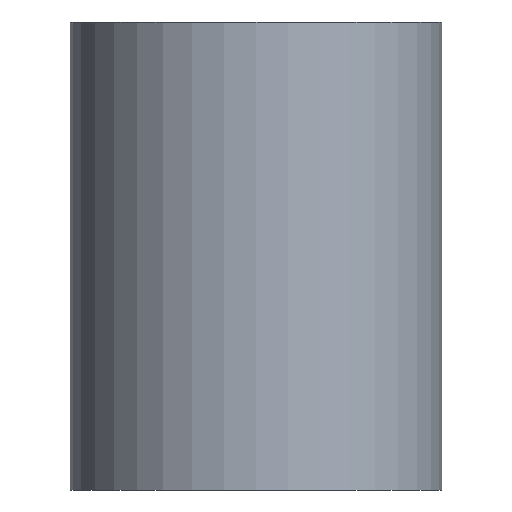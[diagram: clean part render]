
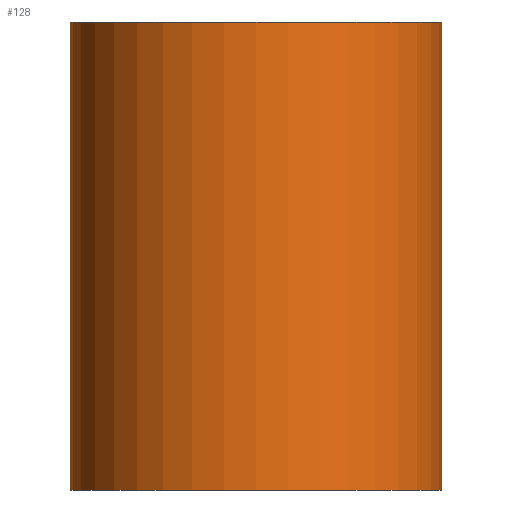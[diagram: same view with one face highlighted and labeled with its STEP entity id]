
A CAD part, front view. The second image highlights one B-rep face of the part: STEP entity #128.
In plain terms, the highlighted cylindrical face has radius 25 mm (diameter 50 mm), a partial arc.
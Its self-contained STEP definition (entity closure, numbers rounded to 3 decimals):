
#11 = CIRCLE ( 'NONE', #141, 25. ) ;
#13 = LINE ( 'NONE', #240, #259 ) ;
#14 = EDGE_CURVE ( 'NONE', #51, #193, #13, .T. ) ;
#16 = CARTESIAN_POINT ( 'NONE',  ( -25., 0., 0. ) ) ;
#29 = CARTESIAN_POINT ( 'NONE',  ( -25., 0., 63. ) ) ;
#42 = FACE_OUTER_BOUND ( 'NONE', #195, .T. ) ;
#51 = VERTEX_POINT ( 'NONE', #16 ) ;
#56 = CARTESIAN_POINT ( 'NONE',  ( 25., 0., 63. ) ) ;
#60 = EDGE_CURVE ( 'NONE', #51, #98, #11, .T. ) ;
#64 = VECTOR ( 'NONE', #170, 1000. ) ;
#74 = LINE ( 'NONE', #171, #64 ) ;
#76 = DIRECTION ( 'NONE',  ( 0., 0., 1. ) ) ;
#88 = EDGE_CURVE ( 'NONE', #193, #169, #313, .T. ) ;
#94 = ORIENTED_EDGE ( 'NONE', *, *, #60, .T. ) ;
#98 = VERTEX_POINT ( 'NONE', #101 ) ;
#101 = CARTESIAN_POINT ( 'NONE',  ( 25., 0., 0. ) ) ;
#106 = DIRECTION ( 'NONE',  ( 0., 0., 1. ) ) ;
#110 = EDGE_CURVE ( 'NONE', #98, #169, #74, .T. ) ;
#128 = ADVANCED_FACE ( 'NONE', ( #42 ), #217, .T. ) ;
#129 = CARTESIAN_POINT ( 'NONE',  ( 0., 0., 40. ) ) ;
#141 = AXIS2_PLACEMENT_3D ( 'NONE', #198, #106, #216 ) ;
#142 = AXIS2_PLACEMENT_3D ( 'NONE', #129, #319, #201 ) ;
#169 = VERTEX_POINT ( 'NONE', #56 ) ;
#170 = DIRECTION ( 'NONE',  ( 0., 0., 1. ) ) ;
#171 = CARTESIAN_POINT ( 'NONE',  ( 25., 0., 40. ) ) ;
#193 = VERTEX_POINT ( 'NONE', #29 ) ;
#195 = EDGE_LOOP ( 'NONE', ( #297, #94, #209, #220 ) ) ;
#198 = CARTESIAN_POINT ( 'NONE',  ( 0., 0., 0. ) ) ;
#201 = DIRECTION ( 'NONE',  ( 1., 0., 0. ) ) ;
#209 = ORIENTED_EDGE ( 'NONE', *, *, #110, .T. ) ;
#213 = AXIS2_PLACEMENT_3D ( 'NONE', #214, #292, #290 ) ;
#214 = CARTESIAN_POINT ( 'NONE',  ( 0., 0., 63. ) ) ;
#216 = DIRECTION ( 'NONE',  ( 1., 0., 0. ) ) ;
#217 = CYLINDRICAL_SURFACE ( 'NONE', #142, 25. ) ;
#220 = ORIENTED_EDGE ( 'NONE', *, *, #88, .F. ) ;
#240 = CARTESIAN_POINT ( 'NONE',  ( -25., 0., 40. ) ) ;
#259 = VECTOR ( 'NONE', #76, 1000. ) ;
#290 = DIRECTION ( 'NONE',  ( 1., 0., 0. ) ) ;
#292 = DIRECTION ( 'NONE',  ( 0., 0., 1. ) ) ;
#297 = ORIENTED_EDGE ( 'NONE', *, *, #14, .F. ) ;
#313 = CIRCLE ( 'NONE', #213, 25. ) ;
#319 = DIRECTION ( 'NONE',  ( 0., 0., 1. ) ) ;
